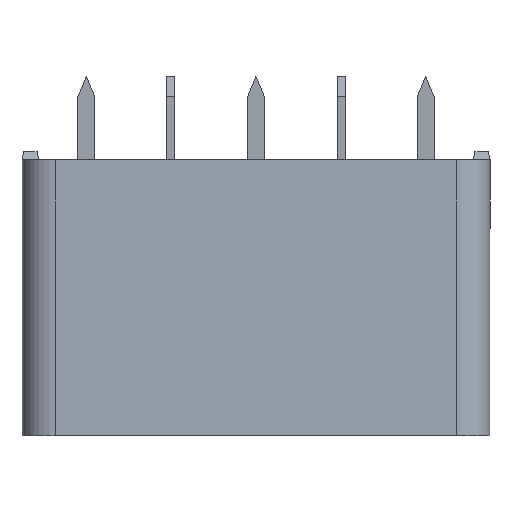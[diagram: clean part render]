
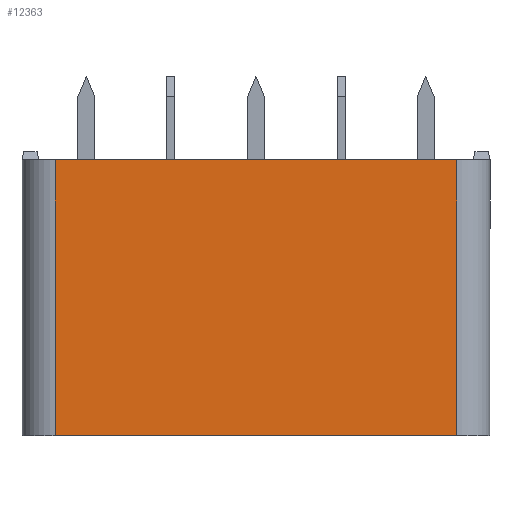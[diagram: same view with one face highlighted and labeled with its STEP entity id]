
A CAD part, front view. The second image highlights one B-rep face of the part: STEP entity #12363.
In plain terms, the highlighted face is planar.
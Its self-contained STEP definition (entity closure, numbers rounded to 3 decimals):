
#137 = ORIENTED_EDGE ( 'NONE', *, *, #1869, .F. ) ;
#751 = VECTOR ( 'NONE', #6068, 1000. ) ;
#1251 = EDGE_LOOP ( 'NONE', ( #12688, #137, #12775, #2548 ) ) ;
#1328 = DIRECTION ( 'NONE',  ( 0., -1., 0. ) ) ;
#1869 = EDGE_CURVE ( 'NONE', #11419, #9107, #14317, .T. ) ;
#2548 = ORIENTED_EDGE ( 'NONE', *, *, #18475, .F. ) ;
#3536 = EDGE_CURVE ( 'NONE', #15580, #11419, #14162, .T. ) ;
#4616 = LINE ( 'NONE', #8900, #751 ) ;
#5426 = CARTESIAN_POINT ( 'NONE',  ( 0., 17.1, 0. ) ) ;
#5937 = DIRECTION ( 'NONE',  ( 0., 0., 1. ) ) ;
#6068 = DIRECTION ( 'NONE',  ( 0., 0., -1. ) ) ;
#6782 = PLANE ( 'NONE',  #14371 ) ;
#6894 = VECTOR ( 'NONE', #1328, 1000. ) ;
#6965 = VERTEX_POINT ( 'NONE', #9304 ) ;
#8777 = DIRECTION ( 'NONE',  ( 0., 1., 0. ) ) ;
#8900 = CARTESIAN_POINT ( 'NONE',  ( 0., 0.1, -2. ) ) ;
#9107 = VERTEX_POINT ( 'NONE', #18702 ) ;
#9304 = CARTESIAN_POINT ( 'NONE',  ( 0., 0.1, -2. ) ) ;
#10046 = CARTESIAN_POINT ( 'NONE',  ( 0., 17.1, -2. ) ) ;
#10743 = LINE ( 'NONE', #10046, #6894 ) ;
#11093 = VECTOR ( 'NONE', #5937, 1000. ) ;
#11419 = VERTEX_POINT ( 'NONE', #11636 ) ;
#11428 = FACE_OUTER_BOUND ( 'NONE', #1251, .T. ) ;
#11562 = CARTESIAN_POINT ( 'NONE',  ( 0., 17.1, -26. ) ) ;
#11636 = CARTESIAN_POINT ( 'NONE',  ( 0., 16.6, -26. ) ) ;
#12363 = ADVANCED_FACE ( 'NONE', ( #11428 ), #6782, .F. ) ;
#12688 = ORIENTED_EDGE ( 'NONE', *, *, #16038, .F. ) ;
#12775 = ORIENTED_EDGE ( 'NONE', *, *, #3536, .F. ) ;
#14140 = DIRECTION ( 'NONE',  ( 1., 0., 0. ) ) ;
#14162 = LINE ( 'NONE', #11562, #14388 ) ;
#14317 = LINE ( 'NONE', #16188, #11093 ) ;
#14371 = AXIS2_PLACEMENT_3D ( 'NONE', #5426, #14140, #17175 ) ;
#14388 = VECTOR ( 'NONE', #8777, 1000. ) ;
#15580 = VERTEX_POINT ( 'NONE', #15967 ) ;
#15967 = CARTESIAN_POINT ( 'NONE',  ( 0., 0.1, -26. ) ) ;
#16038 = EDGE_CURVE ( 'NONE', #9107, #6965, #10743, .T. ) ;
#16188 = CARTESIAN_POINT ( 'NONE',  ( 0., 16.6, 0. ) ) ;
#17175 = DIRECTION ( 'NONE',  ( 0., 0., -1. ) ) ;
#18475 = EDGE_CURVE ( 'NONE', #6965, #15580, #4616, .T. ) ;
#18702 = CARTESIAN_POINT ( 'NONE',  ( 0., 16.6, -2. ) ) ;
